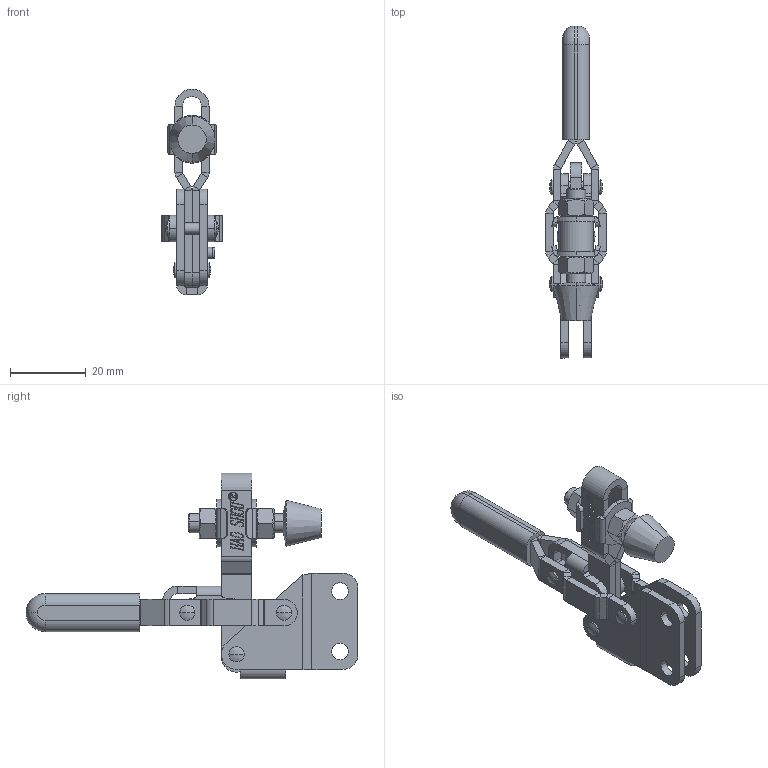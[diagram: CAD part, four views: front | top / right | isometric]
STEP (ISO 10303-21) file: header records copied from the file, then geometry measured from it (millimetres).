
FILE_DESCRIPTION (( 'STEP AP203' ), '1' );
FILE_NAME ('HS-101-AI .STEP', '2019-10-14T00:16:42', ( '微软用户' ), ( '微软中国' ), 'SwSTEP 2.0', 'SolidWorks 2012', '' );
FILE_SCHEMA (( 'CONFIG_CONTROL_DESIGN' ));
Length unit declared in the file: millimetre
Products named in the file (14): HS-101-AI ; hex nuts, style 1-grades ab gb_GB_FASTENER_NUT_SNAB1 M5-N; FW-100; 忒參杶; 眻忒參蚾饜极; 忒梟; 揤裝蚾饜极; hexagon head bolts-full thread gb_GB_FASTENER_BOLT_STBAB A M5X30-C; 揤輸; 傻种; 蟀裝; 揤參; 酗种; 眻菁釱
Assembly tree (18 placements, depth 3):
  HS-101-AI 
    眻菁釱
    酗种  x2
    揤參
    蟀裝
    傻种  x2
    揤裝蚾饜极
      揤輸
      hexagon head bolts-full thread gb_GB_FASTENER_BOLT_STBAB A M5X30-C
    眻忒參蚾饜极
      忒梟  x2
    忒參杶
    FW-100  x2
    hex nuts, style 1-grades ab gb_GB_FASTENER_NUT_SNAB1 M5-N  x2
Bounding box: 16 x 87.51 x 54.3 mm (x, y, z)
Volume: 10549.5 mm3; surface area: 13572.2 mm2
Topology: 16 solids, 16 shells, 833 faces, 2059 edges, 1294 vertices
Faces by surface type: plane 480, cylinder 180, bspline 121, cone 30, sphere 16, torus 6
Entity records: 28018 total; most frequent: CARTESIAN_POINT 9939, ORIENTED_EDGE 3578, DIRECTION 3061, EDGE_CURVE 1789, LINE 1179, VECTOR 1179, VERTEX_POINT 1134, AXIS2_PLACEMENT_3D 941
